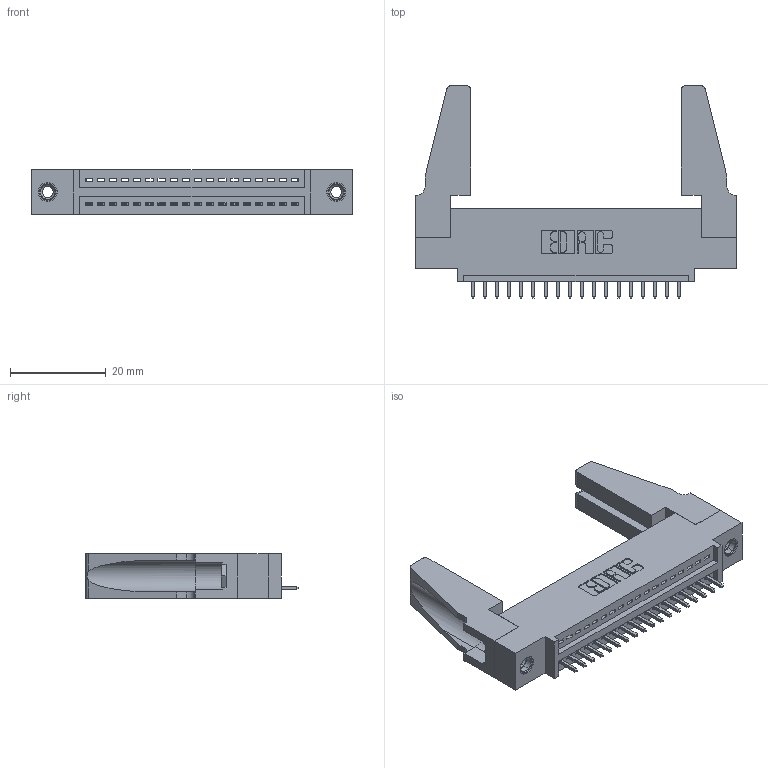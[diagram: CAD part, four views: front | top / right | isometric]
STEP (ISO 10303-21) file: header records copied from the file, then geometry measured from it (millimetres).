
FILE_DESCRIPTION (( 'STEP AP203' ), '1' );
FILE_NAME ('345-018-521-488.STEP', '2019-10-04T17:00:47', ( '' ), ( '' ), 'SwSTEP 2.0', 'SolidWorks 2016', '' );
FILE_SCHEMA (( 'CONFIG_CONTROL_DESIGN' ));
Length unit declared in the file: inch
Products named in the file (5): 345-250-001_345-250-001-102; 345-220-078_345-220-088; 345-018-521-488; 345-292-001_345-293-121; 345 Part_0.110 Offset - 0.156 Dia-TH
Assembly tree (23 placements, depth 2):
  345-018-521-488
    345 Part_0.110 Offset - 0.156 Dia-TH
    345-292-001_345-293-121  x18
    345-250-001_345-250-001-102  x2
    345-220-078_345-220-088  x2
Bounding box: 66.95 x 44.37 x 9.4 mm (x, y, z)
Volume: 9290.7 mm3; surface area: 10708.9 mm2
Topology: 23 solids, 23 shells, 1298 faces, 3835 edges, 2522 vertices
Faces by surface type: plane 876, cylinder 406, cone 12, torus 4
Entity records: 19076 total; most frequent: CARTESIAN_POINT 3296, ORIENTED_EDGE 3208, DIRECTION 2920, EDGE_CURVE 1604, LINE 1358, VECTOR 1358, VERTEX_POINT 1062, AXIS2_PLACEMENT_3D 781
